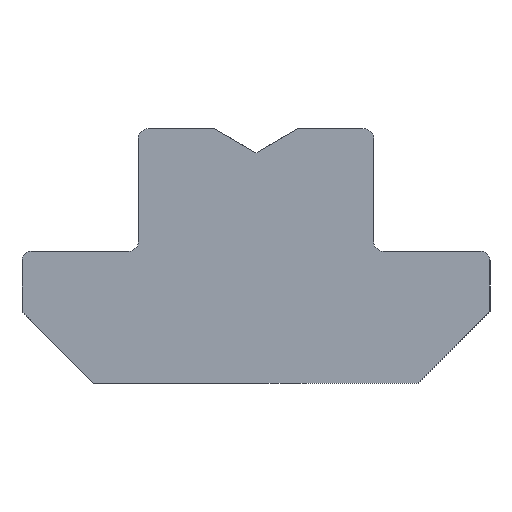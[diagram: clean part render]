
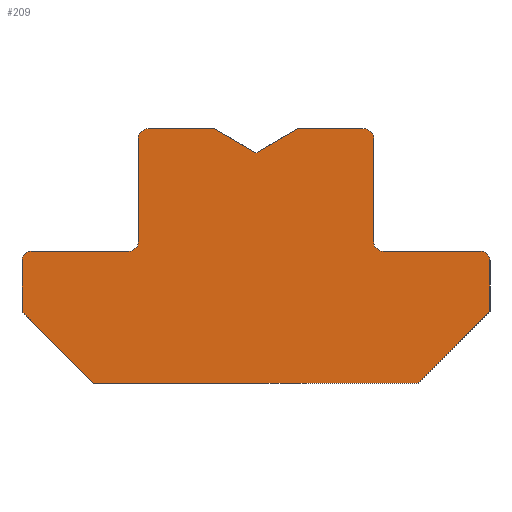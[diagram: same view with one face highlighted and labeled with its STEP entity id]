
A CAD part, left-side view. The second image highlights one B-rep face of the part: STEP entity #209.
In plain terms, the highlighted planar face has unit normal (-1, 0, 0).
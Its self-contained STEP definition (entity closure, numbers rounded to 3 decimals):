
#209=ADVANCED_FACE('',(#248),#249,.F.);
#248=FACE_OUTER_BOUND('',#298,.T.);
#249=PLANE('',#299);
#298=EDGE_LOOP('',(#422,#423,#424,#425,#426,#427,#428,#429,#430,#431,#432,#433,#434,#435,#436,#437,#438,#439,#440));
#299=AXIS2_PLACEMENT_3D('',#441,#442,#443);
#422=ORIENTED_EDGE('',*,*,#569,.F.);
#423=ORIENTED_EDGE('',*,*,#576,.T.);
#424=ORIENTED_EDGE('',*,*,#572,.F.);
#425=ORIENTED_EDGE('',*,*,#532,.F.);
#426=ORIENTED_EDGE('',*,*,#551,.F.);
#427=ORIENTED_EDGE('',*,*,#540,.F.);
#428=ORIENTED_EDGE('',*,*,#577,.F.);
#429=ORIENTED_EDGE('',*,*,#556,.F.);
#430=ORIENTED_EDGE('',*,*,#528,.F.);
#431=ORIENTED_EDGE('',*,*,#559,.F.);
#432=ORIENTED_EDGE('',*,*,#534,.T.);
#433=ORIENTED_EDGE('',*,*,#562,.F.);
#434=ORIENTED_EDGE('',*,*,#575,.F.);
#435=ORIENTED_EDGE('',*,*,#548,.F.);
#436=ORIENTED_EDGE('',*,*,#578,.T.);
#437=ORIENTED_EDGE('',*,*,#579,.T.);
#438=ORIENTED_EDGE('',*,*,#580,.T.);
#439=ORIENTED_EDGE('',*,*,#563,.F.);
#440=ORIENTED_EDGE('',*,*,#581,.F.);
#441=CARTESIAN_POINT('',(-10.0,9.75,5.1));
#442=DIRECTION('',(1.0,0.0,0.));
#443=DIRECTION('',(0.,1.0,0.));
#528=EDGE_CURVE('',#596,#598,#599,.F.);
#532=EDGE_CURVE('',#604,#606,#607,.F.);
#534=EDGE_CURVE('',#609,#610,#611,.T.);
#540=EDGE_CURVE('',#620,#622,#623,.T.);
#548=EDGE_CURVE('',#636,#638,#639,.T.);
#551=EDGE_CURVE('',#622,#604,#642,.F.);
#556=EDGE_CURVE('',#598,#650,#651,.F.);
#559=EDGE_CURVE('',#609,#596,#654,.T.);
#562=EDGE_CURVE('',#657,#610,#659,.F.);
#563=EDGE_CURVE('',#660,#661,#662,.F.);
#569=EDGE_CURVE('',#671,#673,#674,.F.);
#572=EDGE_CURVE('',#606,#678,#679,.F.);
#575=EDGE_CURVE('',#638,#657,#682,.F.);
#576=EDGE_CURVE('',#671,#678,#683,.T.);
#577=EDGE_CURVE('',#650,#620,#684,.T.);
#578=EDGE_CURVE('',#636,#685,#686,.T.);
#579=EDGE_CURVE('',#685,#687,#688,.F.);
#580=EDGE_CURVE('',#687,#661,#689,.T.);
#581=EDGE_CURVE('',#673,#660,#690,.F.);
#596=VERTEX_POINT('',#708);
#598=VERTEX_POINT('',#711);
#599=CIRCLE('',#712,0.4);
#604=VERTEX_POINT('',#718);
#606=VERTEX_POINT('',#721);
#607=CIRCLE('',#722,0.4);
#609=VERTEX_POINT('',#725);
#610=VERTEX_POINT('',#726);
#611=CIRCLE('',#727,0.4);
#620=VERTEX_POINT('',#738);
#622=VERTEX_POINT('',#741);
#623=LINE('',#742,#743);
#636=VERTEX_POINT('',#761);
#638=VERTEX_POINT('',#764);
#639=LINE('',#765,#766);
#642=LINE('',#770,#771);
#650=VERTEX_POINT('',#782);
#651=LINE('',#783,#784);
#654=LINE('',#789,#790);
#657=VERTEX_POINT('',#794);
#659=LINE('',#797,#798);
#660=VERTEX_POINT('',#799);
#661=VERTEX_POINT('',#800);
#662=LINE('',#801,#802);
#671=VERTEX_POINT('',#815);
#673=VERTEX_POINT('',#818);
#674=LINE('',#819,#820);
#678=VERTEX_POINT('',#826);
#679=LINE('',#827,#828);
#682=CIRCLE('',#832,0.4);
#683=CIRCLE('',#833,0.4);
#684=LINE('',#834,#835);
#685=VERTEX_POINT('',#836);
#686=LINE('',#837,#838);
#687=VERTEX_POINT('',#839);
#688=LINE('',#840,#841);
#689=LINE('',#842,#843);
#690=CIRCLE('',#844,0.4);
#708=CARTESIAN_POINT('',(-10.0,4.9,4.7));
#711=CARTESIAN_POINT('',(-10.0,4.5,5.1));
#712=AXIS2_PLACEMENT_3D('',#869,#870,#871);
#718=CARTESIAN_POINT('',(-10.0,-4.5,5.1));
#721=CARTESIAN_POINT('',(-10.0,-4.9,4.7));
#722=AXIS2_PLACEMENT_3D('',#877,#878,#879);
#725=CARTESIAN_POINT('',(-10.0,4.9,0.4));
#726=CARTESIAN_POINT('',(-10.0,5.3,0.));
#727=AXIS2_PLACEMENT_3D('',#881,#882,#883);
#738=CARTESIAN_POINT('',(-10.0,0.,4.1));
#741=CARTESIAN_POINT('',(-10.0,-1.732,5.1));
#742=CARTESIAN_POINT('',(-10.0,0.,4.1));
#743=VECTOR('',#893,1.0);
#761=CARTESIAN_POINT('',(-10.0,9.75,-2.5));
#764=CARTESIAN_POINT('',(-10.0,9.75,-0.4));
#765=CARTESIAN_POINT('',(-10.0,9.75,5.1));
#766=VECTOR('',#903,1.0);
#770=CARTESIAN_POINT('',(-10.0,9.75,5.1));
#771=VECTOR('',#908,1.0);
#782=CARTESIAN_POINT('',(-10.0,1.732,5.1));
#783=CARTESIAN_POINT('',(-10.0,9.75,5.1));
#784=VECTOR('',#915,1.0);
#789=CARTESIAN_POINT('',(-10.0,4.9,5.1));
#790=VECTOR('',#918,1.0);
#794=CARTESIAN_POINT('',(-10.0,9.35,0.));
#797=CARTESIAN_POINT('',(-10.0,9.75,0.));
#798=VECTOR('',#921,1.0);
#799=CARTESIAN_POINT('',(-10.0,-9.75,-0.4));
#800=CARTESIAN_POINT('',(-10.0,-9.75,-2.5));
#801=CARTESIAN_POINT('',(-10.0,-9.75,5.1));
#802=VECTOR('',#922,1.0);
#815=CARTESIAN_POINT('',(-10.0,-5.3,0.));
#818=CARTESIAN_POINT('',(-10.0,-9.35,0.));
#819=CARTESIAN_POINT('',(-10.0,9.75,0.));
#820=VECTOR('',#928,1.0);
#826=CARTESIAN_POINT('',(-10.0,-4.9,0.4));
#827=CARTESIAN_POINT('',(-10.0,-4.9,5.1));
#828=VECTOR('',#931,1.0);
#832=AXIS2_PLACEMENT_3D('',#936,#937,#938);
#833=AXIS2_PLACEMENT_3D('',#939,#940,#941);
#834=CARTESIAN_POINT('',(-10.0,1.732,5.1));
#835=VECTOR('',#942,1.0);
#836=CARTESIAN_POINT('',(-10.0,6.75,-5.5));
#837=CARTESIAN_POINT('',(-10.0,9.75,-2.5));
#838=VECTOR('',#943,1.0);
#839=CARTESIAN_POINT('',(-10.0,-6.75,-5.5));
#840=CARTESIAN_POINT('',(-10.0,-6.75,-5.5));
#841=VECTOR('',#944,1.0);
#842=CARTESIAN_POINT('',(-10.0,-9.75,-2.5));
#843=VECTOR('',#945,1.0);
#844=AXIS2_PLACEMENT_3D('',#946,#947,#948);
#869=CARTESIAN_POINT('',(-10.0,4.5,4.7));
#870=DIRECTION('',(-1.0,0.0,0.));
#871=DIRECTION('',(0.,-1.0,0.));
#877=CARTESIAN_POINT('',(-10.0,-4.5,4.7));
#878=DIRECTION('',(-1.0,0.0,0.));
#879=DIRECTION('',(0.,-1.0,0.));
#881=CARTESIAN_POINT('',(-10.0,5.3,0.4));
#882=DIRECTION('',(1.0,0.0,0.));
#883=DIRECTION('',(0.,1.0,0.));
#893=DIRECTION('',(0.,-0.866,0.5));
#903=DIRECTION('',(0.,0.,1.0));
#908=DIRECTION('',(0.,1.0,0.));
#915=DIRECTION('',(0.,1.0,0.));
#918=DIRECTION('',(0.,0.,1.0));
#921=DIRECTION('',(0.,1.0,0.));
#922=DIRECTION('',(0.,0.,1.0));
#928=DIRECTION('',(0.,1.0,0.));
#931=DIRECTION('',(0.,0.,1.0));
#936=CARTESIAN_POINT('',(-10.0,9.35,-0.4));
#937=DIRECTION('',(-1.0,0.0,0.));
#938=DIRECTION('',(0.,-1.0,0.));
#939=CARTESIAN_POINT('',(-10.0,-5.3,0.4));
#940=DIRECTION('',(1.0,0.0,0.));
#941=DIRECTION('',(0.,1.0,0.));
#942=DIRECTION('',(0.,-0.866,-0.5));
#943=DIRECTION('',(0.,-0.707,-0.707));
#944=DIRECTION('',(0.,1.0,0.));
#945=DIRECTION('',(0.,-0.707,0.707));
#946=CARTESIAN_POINT('',(-10.0,-9.35,-0.4));
#947=DIRECTION('',(-1.0,0.0,0.));
#948=DIRECTION('',(0.,-1.0,0.));
